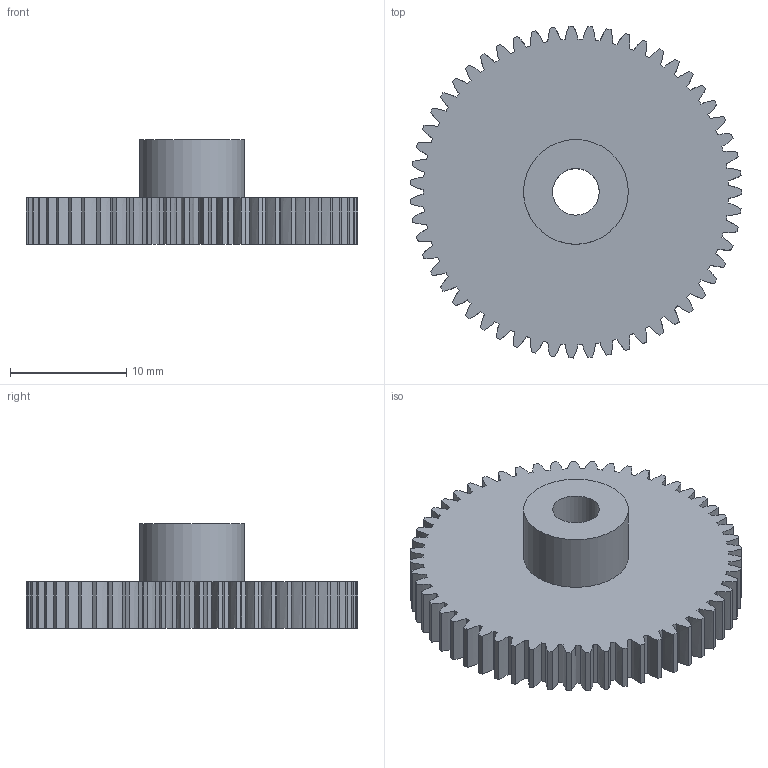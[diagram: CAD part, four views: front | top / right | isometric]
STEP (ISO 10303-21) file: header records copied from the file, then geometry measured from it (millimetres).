
FILE_DESCRIPTION(('FreeCAD Model'),'2;1');
FILE_NAME('Open CASCADE Shape Model','2022-11-28T02:50:56',(''),(''), 'Open CASCADE STEP processor 7.6','FreeCAD','Unknown');
FILE_SCHEMA(('AUTOMOTIVE_DESIGN { 1 0 10303 214 1 1 1 1 }'));
Length unit declared in the file: millimetre
Products named in the file (1): Body
Bounding box: 28.49 x 28.5 x 9 mm (x, y, z)
Volume: 2567.2 mm3; surface area: 2110.3 mm2
Topology: 1 solids, 1 shells, 225 faces, 666 edges, 444 vertices
Faces by surface type: extrusion 218, plane 5, cylinder 2
Full cylindrical faces by diameter (mm): 4 x1, 9 x1
Entity records: 18694 total; most frequent: CARTESIAN_POINT 7058, DIRECTION 1364, VECTOR 1336, ORIENTED_EDGE 1332, PCURVE 1332, DEFINITIONAL_REPRESENTATION 1332, LINE 1118, B_SPLINE_CURVE_WITH_KNOTS 1090
